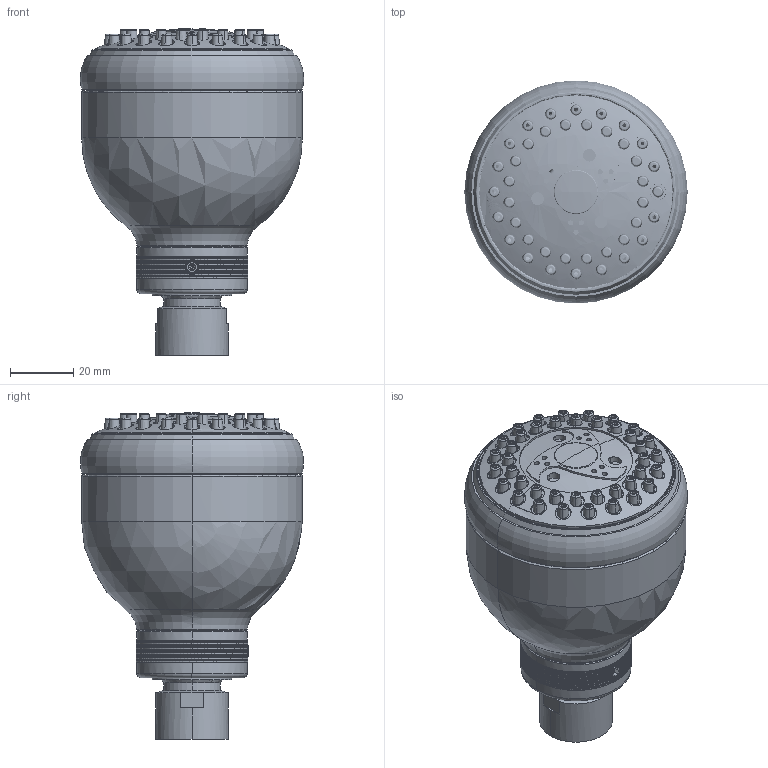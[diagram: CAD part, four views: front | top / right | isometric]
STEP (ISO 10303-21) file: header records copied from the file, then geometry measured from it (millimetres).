
FILE_DESCRIPTION((''),'2;1');
FILE_NAME('ZSOF031CR','2021-11-22T08:56:24',('ut3'),('PAFFONI SpA'),'CREO PARAMETRIC BY PTC INC, 2020044','CREO PARAMETRIC BY PTC INC, 2020044','');
FILE_SCHEMA(('CONFIG_CONTROL_DESIGN','SHAPE_APPEARANCE_LAYERS_GROUPS'));
Length unit declared in the file: millimetre
Products named in the file (1): ZSOF031CR
Bounding box: 70.86 x 70.76 x 103.66 mm (x, y, z)
Surface area: 78571.7 mm2 (no closed solid volume)
Topology: 0 solids, 8 shells, 4182 faces, 13332 edges, 9314 vertices
Faces by surface type: plane 2439, cylinder 1199, torus 201, bspline 162, cone 117, sphere 63, extrusion 1
Entity records: 198867 total; most frequent: CARTESIAN_POINT 59275, ORIENTED_EDGE 21940, DIRECTION 21038, EDGE_CURVE 13315, VERTEX_POINT 9314, AXIS2_PLACEMENT_3D 8616, EDGE_LOOP 5301, B_SPLINE_CURVE_WITH_KNOTS 4914
